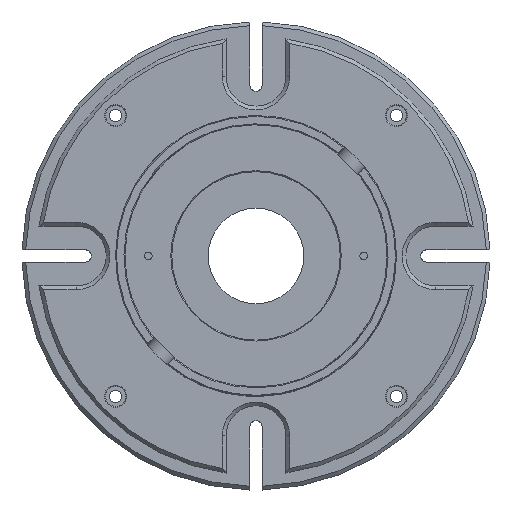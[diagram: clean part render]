
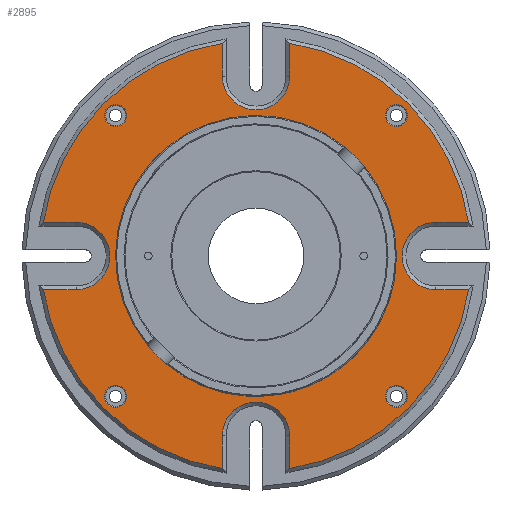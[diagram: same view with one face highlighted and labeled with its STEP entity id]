
A CAD part, top view. The second image highlights one B-rep face of the part: STEP entity #2895.
In plain terms, the highlighted planar face has unit normal (0, 0, 1).
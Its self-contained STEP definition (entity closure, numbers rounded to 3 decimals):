
#41=PLANE('',#3091);
#190=LINE('',#4249,#312);
#191=LINE('',#4253,#313);
#192=LINE('',#4257,#314);
#193=LINE('',#4261,#315);
#194=LINE('',#4265,#316);
#195=LINE('',#4269,#317);
#196=LINE('',#4273,#318);
#197=LINE('',#4277,#319);
#312=VECTOR('',#3526,1000.);
#313=VECTOR('',#3529,1000.);
#314=VECTOR('',#3532,1000.);
#315=VECTOR('',#3535,1000.);
#316=VECTOR('',#3538,1000.);
#317=VECTOR('',#3541,1000.);
#318=VECTOR('',#3544,1000.);
#319=VECTOR('',#3547,1000.);
#414=CIRCLE('',#3092,5.9);
#415=CIRCLE('',#3093,5.9);
#416=CIRCLE('',#3094,5.9);
#417=CIRCLE('',#3095,5.9);
#418=CIRCLE('',#3096,115.);
#419=CIRCLE('',#3097,18.);
#420=CIRCLE('',#3098,115.);
#421=CIRCLE('',#3099,18.);
#422=CIRCLE('',#3100,115.);
#423=CIRCLE('',#3101,18.);
#424=CIRCLE('',#3102,115.);
#425=CIRCLE('',#3103,18.);
#426=CIRCLE('',#3104,75.);
#672=ORIENTED_EDGE('',*,*,#1162,.T.);
#673=ORIENTED_EDGE('',*,*,#1163,.T.);
#674=ORIENTED_EDGE('',*,*,#1164,.T.);
#675=ORIENTED_EDGE('',*,*,#1165,.T.);
#676=ORIENTED_EDGE('',*,*,#1166,.T.);
#677=ORIENTED_EDGE('',*,*,#1167,.T.);
#678=ORIENTED_EDGE('',*,*,#1168,.T.);
#679=ORIENTED_EDGE('',*,*,#1169,.T.);
#680=ORIENTED_EDGE('',*,*,#1170,.T.);
#681=ORIENTED_EDGE('',*,*,#1171,.T.);
#682=ORIENTED_EDGE('',*,*,#1172,.T.);
#683=ORIENTED_EDGE('',*,*,#1173,.T.);
#684=ORIENTED_EDGE('',*,*,#1174,.T.);
#685=ORIENTED_EDGE('',*,*,#1175,.T.);
#686=ORIENTED_EDGE('',*,*,#1176,.T.);
#687=ORIENTED_EDGE('',*,*,#1177,.T.);
#688=ORIENTED_EDGE('',*,*,#1178,.T.);
#689=ORIENTED_EDGE('',*,*,#1179,.T.);
#690=ORIENTED_EDGE('',*,*,#1180,.T.);
#691=ORIENTED_EDGE('',*,*,#1181,.T.);
#692=ORIENTED_EDGE('',*,*,#1182,.T.);
#1162=EDGE_CURVE('',#1401,#1401,#414,.T.);
#1163=EDGE_CURVE('',#1402,#1402,#415,.T.);
#1164=EDGE_CURVE('',#1403,#1403,#416,.T.);
#1165=EDGE_CURVE('',#1404,#1404,#417,.T.);
#1166=EDGE_CURVE('',#1405,#1406,#418,.F.);
#1167=EDGE_CURVE('',#1406,#1407,#190,.T.);
#1168=EDGE_CURVE('',#1407,#1408,#419,.T.);
#1169=EDGE_CURVE('',#1408,#1409,#191,.T.);
#1170=EDGE_CURVE('',#1409,#1410,#420,.F.);
#1171=EDGE_CURVE('',#1410,#1411,#192,.T.);
#1172=EDGE_CURVE('',#1411,#1412,#421,.T.);
#1173=EDGE_CURVE('',#1412,#1413,#193,.T.);
#1174=EDGE_CURVE('',#1413,#1414,#422,.F.);
#1175=EDGE_CURVE('',#1414,#1415,#194,.T.);
#1176=EDGE_CURVE('',#1415,#1416,#423,.T.);
#1177=EDGE_CURVE('',#1416,#1417,#195,.T.);
#1178=EDGE_CURVE('',#1417,#1418,#424,.F.);
#1179=EDGE_CURVE('',#1418,#1419,#196,.T.);
#1180=EDGE_CURVE('',#1419,#1420,#425,.T.);
#1181=EDGE_CURVE('',#1420,#1405,#197,.T.);
#1182=EDGE_CURVE('',#1421,#1421,#426,.T.);
#1401=VERTEX_POINT('',#4239);
#1402=VERTEX_POINT('',#4241);
#1403=VERTEX_POINT('',#4243);
#1404=VERTEX_POINT('',#4245);
#1405=VERTEX_POINT('',#4247);
#1406=VERTEX_POINT('',#4248);
#1407=VERTEX_POINT('',#4250);
#1408=VERTEX_POINT('',#4252);
#1409=VERTEX_POINT('',#4254);
#1410=VERTEX_POINT('',#4256);
#1411=VERTEX_POINT('',#4258);
#1412=VERTEX_POINT('',#4260);
#1413=VERTEX_POINT('',#4262);
#1414=VERTEX_POINT('',#4264);
#1415=VERTEX_POINT('',#4266);
#1416=VERTEX_POINT('',#4268);
#1417=VERTEX_POINT('',#4270);
#1418=VERTEX_POINT('',#4272);
#1419=VERTEX_POINT('',#4274);
#1420=VERTEX_POINT('',#4276);
#1421=VERTEX_POINT('',#4279);
#1558=EDGE_LOOP('',(#672));
#1559=EDGE_LOOP('',(#673));
#1560=EDGE_LOOP('',(#674));
#1561=EDGE_LOOP('',(#675));
#1562=EDGE_LOOP('',(#676,#677,#678,#679,#680,#681,#682,#683,#684,#685,#686,
#687,#688,#689,#690,#691));
#1563=EDGE_LOOP('',(#692));
#1750=FACE_BOUND('',#1558,.T.);
#1751=FACE_BOUND('',#1559,.T.);
#1752=FACE_BOUND('',#1560,.T.);
#1753=FACE_BOUND('',#1561,.T.);
#1754=FACE_BOUND('',#1562,.T.);
#1755=FACE_BOUND('',#1563,.T.);
#2895=ADVANCED_FACE('',(#1750,#1751,#1752,#1753,#1754,#1755),#41,.F.);
#3091=AXIS2_PLACEMENT_3D('',#4237,#3514,#3515);
#3092=AXIS2_PLACEMENT_3D('',#4238,#3516,#3517);
#3093=AXIS2_PLACEMENT_3D('',#4240,#3518,#3519);
#3094=AXIS2_PLACEMENT_3D('',#4242,#3520,#3521);
#3095=AXIS2_PLACEMENT_3D('',#4244,#3522,#3523);
#3096=AXIS2_PLACEMENT_3D('',#4246,#3524,#3525);
#3097=AXIS2_PLACEMENT_3D('',#4251,#3527,#3528);
#3098=AXIS2_PLACEMENT_3D('',#4255,#3530,#3531);
#3099=AXIS2_PLACEMENT_3D('',#4259,#3533,#3534);
#3100=AXIS2_PLACEMENT_3D('',#4263,#3536,#3537);
#3101=AXIS2_PLACEMENT_3D('',#4267,#3539,#3540);
#3102=AXIS2_PLACEMENT_3D('',#4271,#3542,#3543);
#3103=AXIS2_PLACEMENT_3D('',#4275,#3545,#3546);
#3104=AXIS2_PLACEMENT_3D('',#4278,#3548,#3549);
#3514=DIRECTION('',(0.,0.,-1.));
#3515=DIRECTION('',(-1.,0.,0.));
#3516=DIRECTION('',(0.,0.,-1.));
#3517=DIRECTION('',(-1.,0.,0.));
#3518=DIRECTION('',(0.,0.,-1.));
#3519=DIRECTION('',(-1.,0.,0.));
#3520=DIRECTION('',(0.,0.,-1.));
#3521=DIRECTION('',(-1.,0.,0.));
#3522=DIRECTION('',(0.,0.,-1.));
#3523=DIRECTION('',(-1.,0.,0.));
#3524=DIRECTION('',(0.,0.,-1.));
#3525=DIRECTION('',(-1.,0.,0.));
#3526=DIRECTION('',(-1.,0.,0.));
#3527=DIRECTION('',(0.,0.,-1.));
#3528=DIRECTION('',(-1.,0.,0.));
#3529=DIRECTION('',(1.,0.,0.));
#3530=DIRECTION('',(0.,0.,-1.));
#3531=DIRECTION('',(-1.,0.,0.));
#3532=DIRECTION('',(0.,-1.,0.));
#3533=DIRECTION('',(0.,0.,-1.));
#3534=DIRECTION('',(-1.,0.,0.));
#3535=DIRECTION('',(0.,1.,0.));
#3536=DIRECTION('',(0.,0.,-1.));
#3537=DIRECTION('',(-1.,0.,0.));
#3538=DIRECTION('',(1.,0.,0.));
#3539=DIRECTION('',(0.,0.,-1.));
#3540=DIRECTION('',(-1.,0.,0.));
#3541=DIRECTION('',(-1.,0.,0.));
#3542=DIRECTION('',(0.,0.,-1.));
#3543=DIRECTION('',(-1.,0.,0.));
#3544=DIRECTION('',(0.,1.,0.));
#3545=DIRECTION('',(0.,0.,-1.));
#3546=DIRECTION('',(-1.,0.,0.));
#3547=DIRECTION('',(0.,-1.,0.));
#3548=DIRECTION('',(0.,0.,-1.));
#3549=DIRECTION('',(1.,0.,0.));
#4237=CARTESIAN_POINT('',(0.,0.,12.));
#4238=CARTESIAN_POINT('',(75.,75.,12.));
#4239=CARTESIAN_POINT('',(69.1,75.,12.));
#4240=CARTESIAN_POINT('',(-75.,75.,12.));
#4241=CARTESIAN_POINT('',(-80.9,75.,12.));
#4242=CARTESIAN_POINT('',(-75.,-75.,12.));
#4243=CARTESIAN_POINT('',(-80.9,-75.,12.));
#4244=CARTESIAN_POINT('',(75.,-75.,12.));
#4245=CARTESIAN_POINT('',(69.1,-75.,12.));
#4246=CARTESIAN_POINT('',(0.,0.,12.));
#4247=CARTESIAN_POINT('',(18.,-113.583,12.));
#4248=CARTESIAN_POINT('',(113.583,-18.,12.));
#4249=CARTESIAN_POINT('',(96.,-18.,12.));
#4250=CARTESIAN_POINT('',(96.,-18.,12.));
#4251=CARTESIAN_POINT('',(96.,0.,12.));
#4252=CARTESIAN_POINT('',(96.,18.,12.));
#4253=CARTESIAN_POINT('',(115.901,18.,12.));
#4254=CARTESIAN_POINT('',(113.583,18.,12.));
#4255=CARTESIAN_POINT('',(0.,0.,12.));
#4256=CARTESIAN_POINT('',(18.,113.583,12.));
#4257=CARTESIAN_POINT('',(18.,96.,12.));
#4258=CARTESIAN_POINT('',(18.,96.,12.));
#4259=CARTESIAN_POINT('',(0.,96.,12.));
#4260=CARTESIAN_POINT('',(-18.,96.,12.));
#4261=CARTESIAN_POINT('',(-18.,115.901,12.));
#4262=CARTESIAN_POINT('',(-18.,113.583,12.));
#4263=CARTESIAN_POINT('',(0.,0.,12.));
#4264=CARTESIAN_POINT('',(-113.583,18.,12.));
#4265=CARTESIAN_POINT('',(-96.,18.,12.));
#4266=CARTESIAN_POINT('',(-96.,18.,12.));
#4267=CARTESIAN_POINT('',(-96.,0.,12.));
#4268=CARTESIAN_POINT('',(-96.,-18.,12.));
#4269=CARTESIAN_POINT('',(-115.901,-18.,12.));
#4270=CARTESIAN_POINT('',(-113.583,-18.,12.));
#4271=CARTESIAN_POINT('',(0.,0.,12.));
#4272=CARTESIAN_POINT('',(-18.,-113.583,12.));
#4273=CARTESIAN_POINT('',(-18.,-96.,12.));
#4274=CARTESIAN_POINT('',(-18.,-96.,12.));
#4275=CARTESIAN_POINT('',(0.,-96.,12.));
#4276=CARTESIAN_POINT('',(18.,-96.,12.));
#4277=CARTESIAN_POINT('',(18.,-115.901,12.));
#4278=CARTESIAN_POINT('',(0.,0.,12.));
#4279=CARTESIAN_POINT('',(75.,0.,12.));
